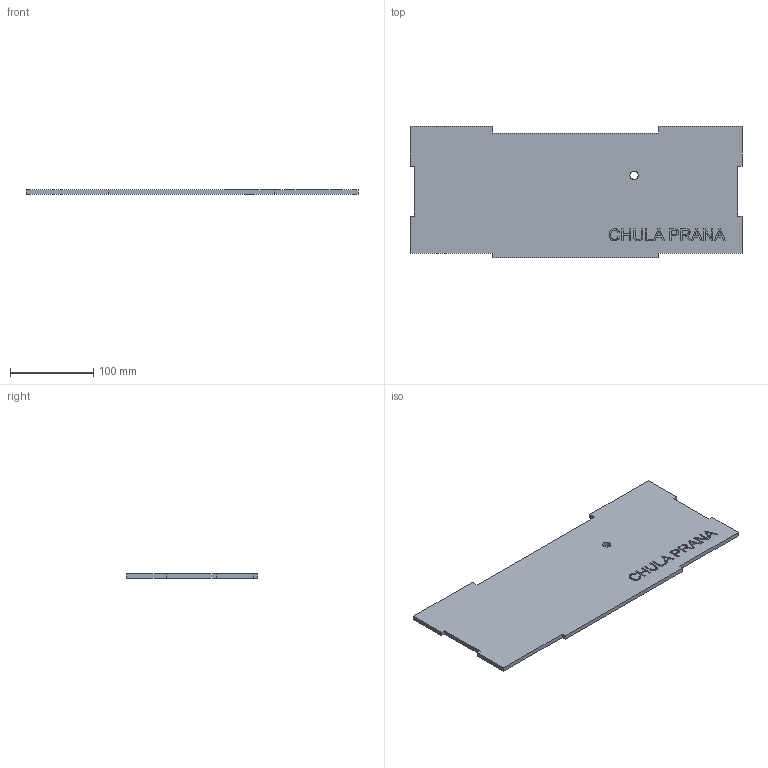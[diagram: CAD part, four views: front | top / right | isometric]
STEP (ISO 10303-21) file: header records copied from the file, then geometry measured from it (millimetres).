
FILE_DESCRIPTION(/* description */ (''),/* implementation_level */ '2;1');
FILE_NAME(/* name */ 'Lower_Box_Front.step',/* time_stamp */ '2020-04-03T14:40:36+07:00',/* author */ (''),/* organization */ (''),/* preprocessor_version */ 'ST-DEVELOPER v18',/* originating_system */ 'Autodesk Translation Framework v8.12.0.6',/* authorisation */ '');
FILE_SCHEMA (('AUTOMOTIVE_DESIGN { 1 0 10303 214 3 1 1 }'));
Length unit declared in the file: millimetre
Products named in the file (1): Side_Big
Bounding box: 400 x 158 x 5 mm (x, y, z)
Volume: 298348.7 mm3; surface area: 127202.4 mm2
Topology: 1 solids, 1 shells, 190 faces, 519 edges, 346 vertices
Faces by surface type: plane 125, bspline 64, cylinder 1
Full cylindrical faces by diameter (mm): 10 x1
Entity records: 6562 total; most frequent: CARTESIAN_POINT 2144, ORIENTED_EDGE 1038, DIRECTION 647, EDGE_CURVE 519, LINE 389, VECTOR 389, VERTEX_POINT 346, EDGE_LOOP 207
